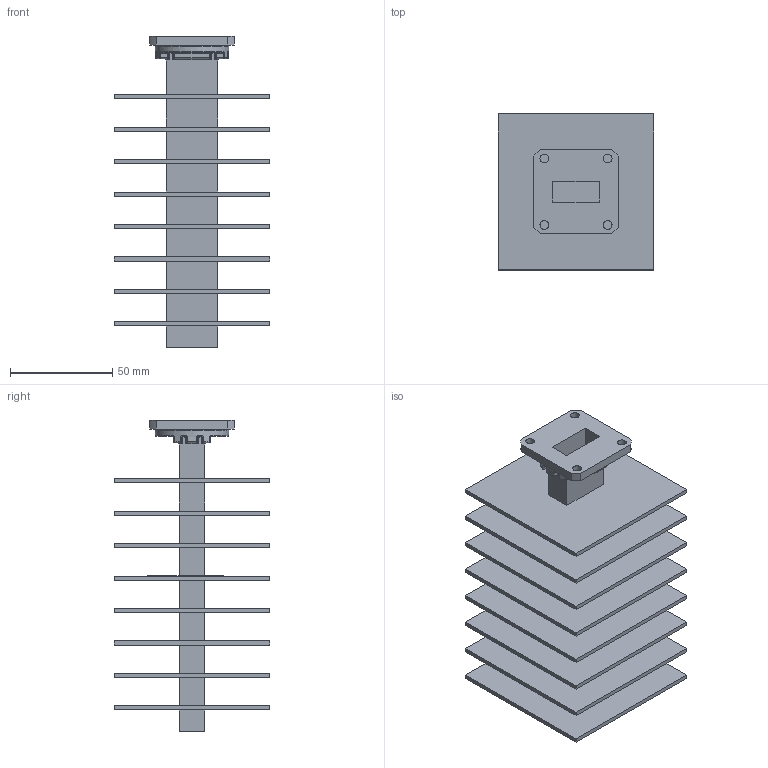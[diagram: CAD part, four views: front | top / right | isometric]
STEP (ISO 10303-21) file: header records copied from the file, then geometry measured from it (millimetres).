
FILE_DESCRIPTION (( 'STEP AP203' ), '1' );
FILE_NAME ('PE6833_3D.step', '2021-03-24T14:25:46', ( '' ), ( '' ), 'SwSTEP 2.0', 'SolidWorks 2020', '' );
FILE_SCHEMA (( 'CONFIG_CONTROL_DESIGN' ));
Length unit declared in the file: inch
Products named in the file (1): PE6833_3D
Bounding box: 76.2 x 76.2 x 152.4 mm (x, y, z)
Volume: 112080.7 mm3; surface area: 117149.4 mm2
Topology: 1 solids, 1 shells, 326 faces, 769 edges, 427 vertices
Faces by surface type: plane 132, cylinder 109, torus 37, sphere 36, bspline 12
Full cylindrical faces by diameter (mm): 4.293 x4, 36.116 x1
Entity records: 9411 total; most frequent: CARTESIAN_POINT 2035, DIRECTION 1598, ORIENTED_EDGE 1452, EDGE_CURVE 726, AXIS2_PLACEMENT_3D 585, LINE 428, VECTOR 428, VERTEX_POINT 426
